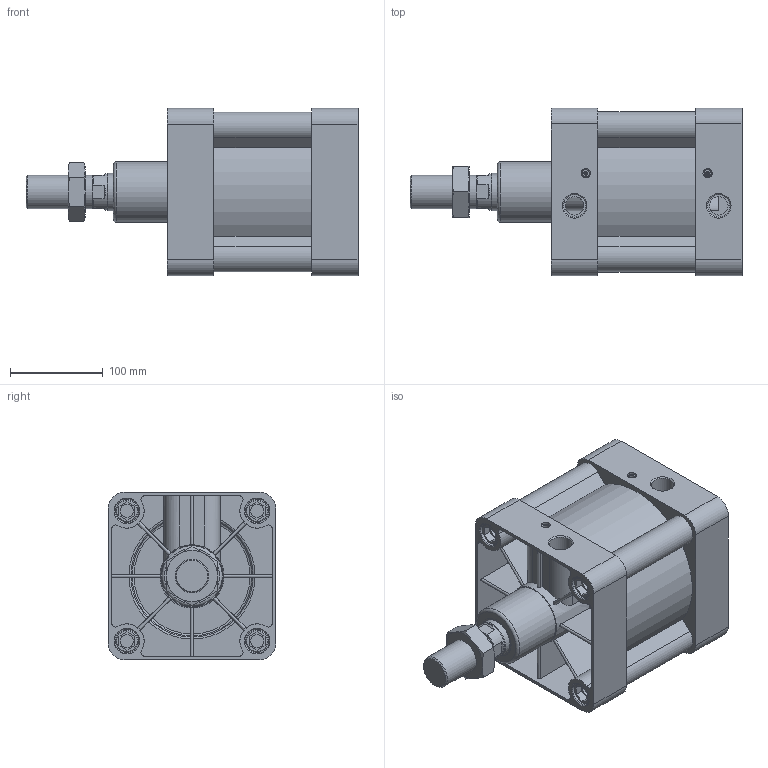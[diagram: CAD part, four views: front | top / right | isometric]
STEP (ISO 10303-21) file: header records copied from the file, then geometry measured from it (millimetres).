
FILE_DESCRIPTION( ( 'STEP AP203' ), '1' );
FILE_NAME( 'VBC160X25-0(0).stp', '2021-10-12T01:55:28', ( 'License CC BY-ND 4.0' ), ( 'CADENAS' ), ' ', 'PARTsolutions', ' ' );
FILE_SCHEMA( ( 'CONFIG_CONTROL_DESIGN' ) );
Length unit declared in the file: millimetre
Products named in the file (4): VBC160X25-0(0); _VBC160X25-0(0)_dummy; _VBC160x25; _160x25-0
Assembly tree (3 placements, depth 2):
  VBC160X25-0(0)
    _VBC160X25-0(0)_dummy
    _VBC160x25
    _160x25-0
Bounding box: 357 x 180 x 180 mm (x, y, z)
Volume: 3438523.2 mm3; surface area: 678923.7 mm2
Topology: 2 solids, 8 shells, 480 faces, 1184 edges, 779 vertices
Faces by surface type: plane 255, cylinder 126, cone 65, torus 34
Full cylindrical faces by diameter (mm): 4.5 x2, 5 x2, 7.6 x2, 10 x2, 13.835 x8, 16 x4, 17.5 x8, 18 x4, 20 x2, 24 x8, 24.117 x2, 25.4 x8, 36 x2, 39 x1, 40 x3, 44 x1, 65 x1, 150 x2
Entity records: 15120 total; most frequent: CARTESIAN_POINT 4151, DIRECTION 2194, ORIENTED_EDGE 2134, EDGE_CURVE 1067, AXIS2_PLACEMENT_3D 855, VERTEX_POINT 758, EDGE_LOOP 649, FACE_OUTER_BOUND 544
